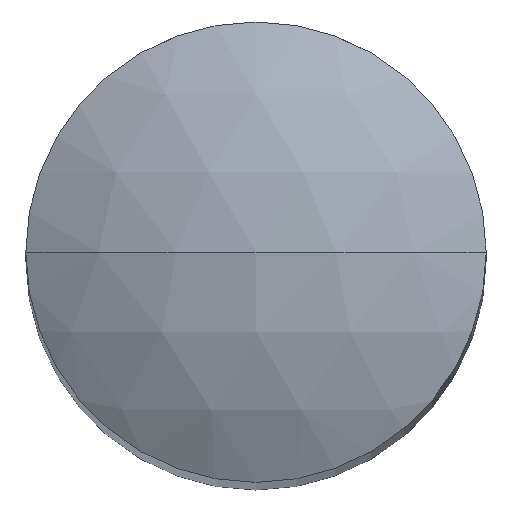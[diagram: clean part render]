
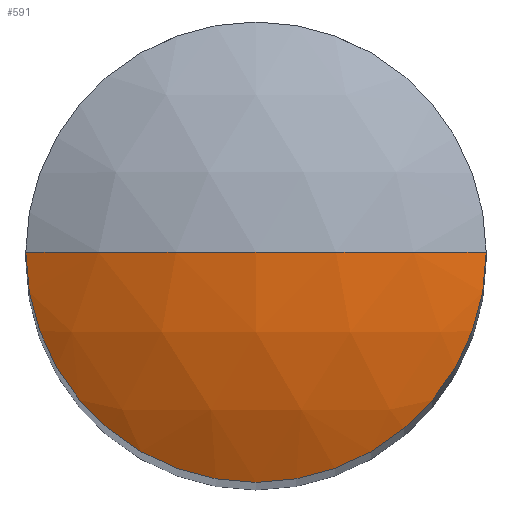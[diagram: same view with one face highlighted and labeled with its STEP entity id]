
A CAD part, top view. The second image highlights one B-rep face of the part: STEP entity #591.
In plain terms, the highlighted spherical face has radius 4 mm.
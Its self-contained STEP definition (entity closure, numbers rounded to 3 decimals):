
#2 = EDGE_LOOP ( 'NONE', ( #116, #454, #207 ) ) ;
#11 = AXIS2_PLACEMENT_3D ( 'NONE', #491, #70, #555 ) ;
#27 = AXIS2_PLACEMENT_3D ( 'NONE', #678, #272, #738 ) ;
#47 = CIRCLE ( 'NONE', #11, 4. ) ;
#54 = AXIS2_PLACEMENT_3D ( 'NONE', #673, #266, #730 ) ;
#70 = DIRECTION ( 'NONE',  ( 0., -1., 0. ) ) ;
#106 = AXIS2_PLACEMENT_3D ( 'NONE', #351, #805, #506 ) ;
#116 = ORIENTED_EDGE ( 'NONE', *, *, #732, .F. ) ;
#207 = ORIENTED_EDGE ( 'NONE', *, *, #807, .F. ) ;
#266 = DIRECTION ( 'NONE',  ( 0., 1., 0. ) ) ;
#268 = CIRCLE ( 'NONE', #54, 4. ) ;
#272 = DIRECTION ( 'NONE',  ( 0., 0., -1. ) ) ;
#331 = CARTESIAN_POINT ( 'NONE',  ( -2., 0., 19.464 ) ) ;
#340 = CARTESIAN_POINT ( 'NONE',  ( 2., 0., 19.464 ) ) ;
#351 = CARTESIAN_POINT ( 'NONE',  ( 0., 0., 16. ) ) ;
#454 = ORIENTED_EDGE ( 'NONE', *, *, #788, .T. ) ;
#485 = VERTEX_POINT ( 'NONE', #331 ) ;
#491 = CARTESIAN_POINT ( 'NONE',  ( 0., 0., 16. ) ) ;
#506 = DIRECTION ( 'NONE',  ( 1., 0., 0. ) ) ;
#555 = DIRECTION ( 'NONE',  ( 1., 0., 0. ) ) ;
#591 = ADVANCED_FACE ( 'NONE', ( #827 ), #671, .T. ) ;
#671 = SPHERICAL_SURFACE ( 'NONE', #106, 4. ) ;
#673 = CARTESIAN_POINT ( 'NONE',  ( 0., 0., 16. ) ) ;
#678 = CARTESIAN_POINT ( 'NONE',  ( 0., 0., 19.464 ) ) ;
#730 = DIRECTION ( 'NONE',  ( 0., 0., 1. ) ) ;
#732 = EDGE_CURVE ( 'NONE', #839, #801, #268, .T. ) ;
#737 = CIRCLE ( 'NONE', #27, 2. ) ;
#738 = DIRECTION ( 'NONE',  ( -1., 0., 0. ) ) ;
#745 = CARTESIAN_POINT ( 'NONE',  ( 0., 0., 20. ) ) ;
#788 = EDGE_CURVE ( 'NONE', #839, #485, #47, .T. ) ;
#801 = VERTEX_POINT ( 'NONE', #340 ) ;
#805 = DIRECTION ( 'NONE',  ( 0., -1., 0. ) ) ;
#807 = EDGE_CURVE ( 'NONE', #801, #485, #737, .T. ) ;
#827 = FACE_OUTER_BOUND ( 'NONE', #2, .T. ) ;
#839 = VERTEX_POINT ( 'NONE', #745 ) ;
